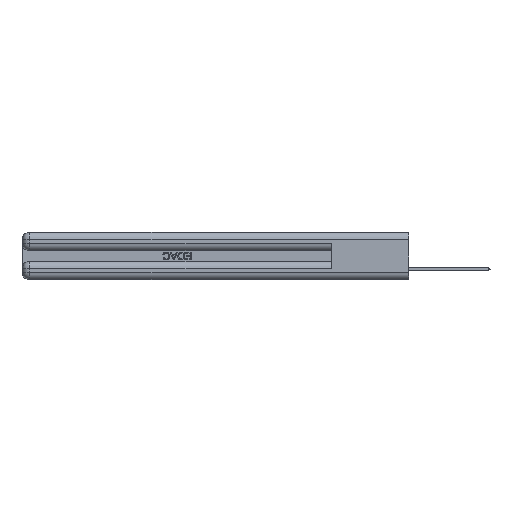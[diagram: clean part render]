
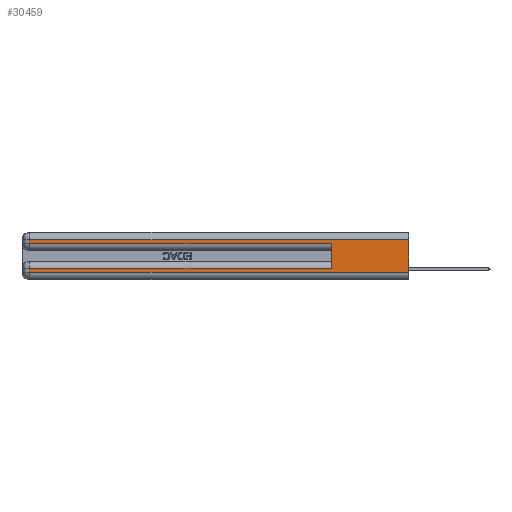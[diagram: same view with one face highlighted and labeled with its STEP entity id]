
A CAD part, left-side view. The second image highlights one B-rep face of the part: STEP entity #30459.
In plain terms, the highlighted planar face has unit normal (-1, 0, 0).
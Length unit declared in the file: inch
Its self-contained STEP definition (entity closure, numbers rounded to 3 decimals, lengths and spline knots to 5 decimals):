
#666 = EDGE_CURVE ( 'NONE', #48311, #7879, #11365, .T. ) ;
#1424 = DIRECTION ( 'NONE',  ( 0., 1., 0. ) ) ;
#5429 = FACE_OUTER_BOUND ( 'NONE', #40590, .T. ) ;
#6431 = CARTESIAN_POINT ( 'NONE',  ( 0., 2.94, 0.06 ) ) ;
#6460 = CARTESIAN_POINT ( 'NONE',  ( 0., 0., 0.31 ) ) ;
#6802 = CARTESIAN_POINT ( 'NONE',  ( 0., 0., 0.06 ) ) ;
#6944 = EDGE_CURVE ( 'NONE', #47667, #22881, #42731, .T. ) ;
#7879 = VERTEX_POINT ( 'NONE', #6431 ) ;
#8756 = CARTESIAN_POINT ( 'NONE',  ( 0., 0., 0.085 ) ) ;
#9253 = VECTOR ( 'NONE', #33886, 39.37008 ) ;
#9531 = AXIS2_PLACEMENT_3D ( 'NONE', #43434, #43085, #32032 ) ;
#11365 = LINE ( 'NONE', #24998, #46613 ) ;
#12914 = EDGE_CURVE ( 'NONE', #7879, #47825, #20901, .T. ) ;
#13200 = VERTEX_POINT ( 'NONE', #30663 ) ;
#13265 = LINE ( 'NONE', #47758, #31418 ) ;
#17673 = CARTESIAN_POINT ( 'NONE',  ( 0., 2.94, 0.37 ) ) ;
#17787 = EDGE_CURVE ( 'NONE', #35203, #48311, #41368, .T. ) ;
#18385 = CARTESIAN_POINT ( 'NONE',  ( 0., 0., 0.06 ) ) ;
#18531 = DIRECTION ( 'NONE',  ( 0., 0., -1. ) ) ;
#20189 = LINE ( 'NONE', #39759, #40188 ) ;
#20901 = LINE ( 'NONE', #6802, #25022 ) ;
#20939 = ORIENTED_EDGE ( 'NONE', *, *, #17787, .T. ) ;
#21416 = DIRECTION ( 'NONE',  ( 0., 0., 1. ) ) ;
#21461 = CARTESIAN_POINT ( 'NONE',  ( 0., 2.94, 0.285 ) ) ;
#22810 = EDGE_CURVE ( 'NONE', #22881, #13200, #13265, .T. ) ;
#22881 = VERTEX_POINT ( 'NONE', #21461 ) ;
#24904 = VERTEX_POINT ( 'NONE', #6460 ) ;
#24998 = CARTESIAN_POINT ( 'NONE',  ( 0., 2.94, 0.37 ) ) ;
#25022 = VECTOR ( 'NONE', #29628, 39.37008 ) ;
#25792 = DIRECTION ( 'NONE',  ( 0., 1., 0. ) ) ;
#27357 = ORIENTED_EDGE ( 'NONE', *, *, #38615, .F. ) ;
#27961 = ORIENTED_EDGE ( 'NONE', *, *, #6944, .T. ) ;
#28352 = CARTESIAN_POINT ( 'NONE',  ( 0., 2.94, 0.085 ) ) ;
#28604 = ORIENTED_EDGE ( 'NONE', *, *, #12914, .T. ) ;
#29628 = DIRECTION ( 'NONE',  ( 0., -1., 0. ) ) ;
#30071 = CARTESIAN_POINT ( 'NONE',  ( 0., 0., 0.37 ) ) ;
#30459 = ADVANCED_FACE ( 'NONE', ( #5429 ), #35490, .F. ) ;
#30521 = EDGE_CURVE ( 'NONE', #24904, #47667, #45773, .T. ) ;
#30663 = CARTESIAN_POINT ( 'NONE',  ( 0., 0.6, 0.285 ) ) ;
#31418 = VECTOR ( 'NONE', #43676, 39.37008 ) ;
#32032 = DIRECTION ( 'NONE',  ( 0., 0., -1. ) ) ;
#32754 = DIRECTION ( 'NONE',  ( 0., 0., -1. ) ) ;
#33878 = EDGE_CURVE ( 'NONE', #35203, #13200, #20189, .T. ) ;
#33886 = DIRECTION ( 'NONE',  ( 0., 0., -1. ) ) ;
#35161 = ORIENTED_EDGE ( 'NONE', *, *, #666, .T. ) ;
#35203 = VERTEX_POINT ( 'NONE', #38102 ) ;
#35490 = PLANE ( 'NONE',  #9531 ) ;
#36263 = VECTOR ( 'NONE', #32754, 39.37008 ) ;
#36292 = ORIENTED_EDGE ( 'NONE', *, *, #30521, .T. ) ;
#37003 = VECTOR ( 'NONE', #25792, 39.37008 ) ;
#38102 = CARTESIAN_POINT ( 'NONE',  ( 0., 0.6, 0.085 ) ) ;
#38615 = EDGE_CURVE ( 'NONE', #24904, #47825, #40344, .T. ) ;
#39759 = CARTESIAN_POINT ( 'NONE',  ( 0., 0.6, 0.145 ) ) ;
#40188 = VECTOR ( 'NONE', #21416, 39.37008 ) ;
#40344 = LINE ( 'NONE', #30071, #9253 ) ;
#40559 = CARTESIAN_POINT ( 'NONE',  ( 0., 2.94, 0.31 ) ) ;
#40590 = EDGE_LOOP ( 'NONE', ( #27357, #36292, #27961, #46934, #44971, #20939, #35161, #28604 ) ) ;
#40720 = CARTESIAN_POINT ( 'NONE',  ( 0., 0., 0.31 ) ) ;
#41368 = LINE ( 'NONE', #8756, #47896 ) ;
#42731 = LINE ( 'NONE', #17673, #36263 ) ;
#43085 = DIRECTION ( 'NONE',  ( 1., 0., 0. ) ) ;
#43434 = CARTESIAN_POINT ( 'NONE',  ( 0., 0., 0.37 ) ) ;
#43676 = DIRECTION ( 'NONE',  ( 0., -1., 0. ) ) ;
#44971 = ORIENTED_EDGE ( 'NONE', *, *, #33878, .F. ) ;
#45773 = LINE ( 'NONE', #40720, #37003 ) ;
#46613 = VECTOR ( 'NONE', #18531, 39.37008 ) ;
#46934 = ORIENTED_EDGE ( 'NONE', *, *, #22810, .T. ) ;
#47667 = VERTEX_POINT ( 'NONE', #40559 ) ;
#47758 = CARTESIAN_POINT ( 'NONE',  ( 0., 0., 0.285 ) ) ;
#47825 = VERTEX_POINT ( 'NONE', #18385 ) ;
#47896 = VECTOR ( 'NONE', #1424, 39.37008 ) ;
#48311 = VERTEX_POINT ( 'NONE', #28352 ) ;
